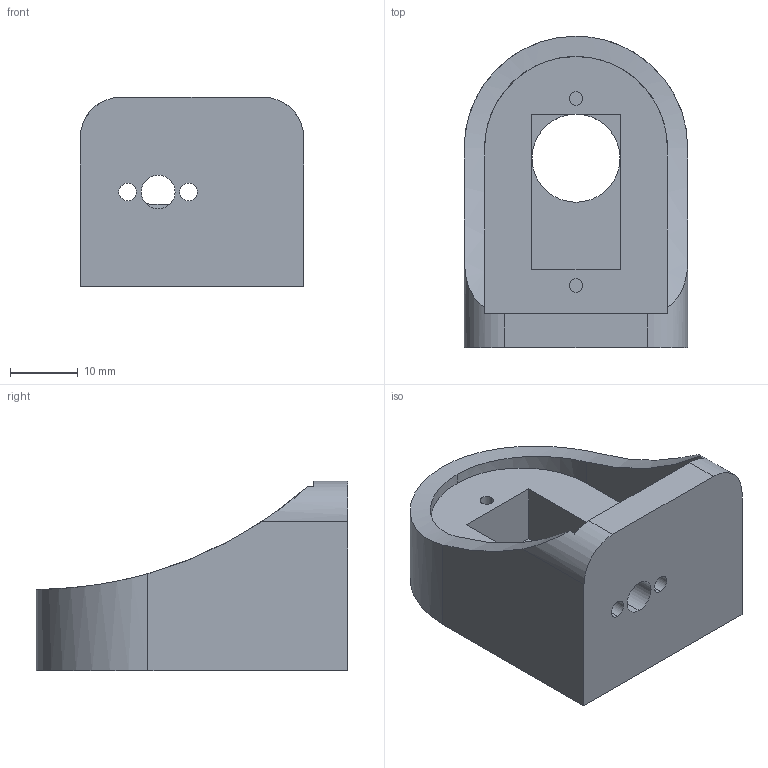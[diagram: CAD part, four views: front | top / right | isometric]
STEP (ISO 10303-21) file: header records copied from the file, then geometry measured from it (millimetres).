
FILE_DESCRIPTION (( 'STEP AP203' ), '1' );
FILE_NAME ('Wrist_Default_sldprt.STEP', '2024-11-27T15:22:17', ( '' ), ( '' ), 'SwSTEP 2.0', 'SolidWorks 2023', '' );
FILE_SCHEMA (( 'CONFIG_CONTROL_DESIGN' ));
Length unit declared in the file: millimetre
Products named in the file (1): Wrist_Default_sldprt
Bounding box: 33 x 46 x 28 mm (x, y, z)
Volume: 16092.8 mm3; surface area: 7268.8 mm2
Topology: 1 solids, 1 shells, 37 faces, 94 edges, 61 vertices
Faces by surface type: cylinder 18, plane 18, bspline 1
Entity records: 1332 total; most frequent: CARTESIAN_POINT 334, DIRECTION 191, ORIENTED_EDGE 188, EDGE_CURVE 94, AXIS2_PLACEMENT_3D 70, VERTEX_POINT 61, LINE 51, VECTOR 51
